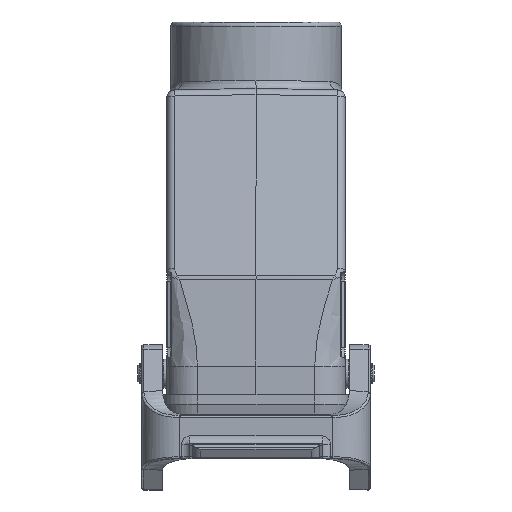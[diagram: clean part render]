
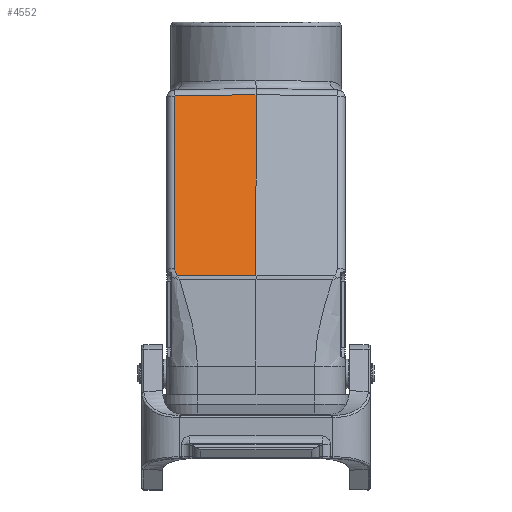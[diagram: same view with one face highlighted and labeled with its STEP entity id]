
A CAD part, left-side view. The second image highlights one B-rep face of the part: STEP entity #4552.
In plain terms, the highlighted planar face has unit normal (-0.966, 0.018, 0.259).
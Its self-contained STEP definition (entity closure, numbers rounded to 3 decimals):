
#4051=PLANE('',#22318);
#4552=ADVANCED_FACE('',(#5691),#4051,.T.);
#5691=FACE_OUTER_BOUND('',#6551,.T.);
#6551=EDGE_LOOP('',(#8618,#8619,#8620,#8621,#8622));
#8618=ORIENTED_EDGE('',*,*,#13665,.T.);
#8619=ORIENTED_EDGE('',*,*,#13666,.T.);
#8620=ORIENTED_EDGE('',*,*,#13667,.T.);
#8621=ORIENTED_EDGE('',*,*,#13668,.T.);
#8622=ORIENTED_EDGE('',*,*,#13669,.T.);
#12143=VERTEX_POINT('',#33073);
#12144=VERTEX_POINT('',#33074);
#12145=VERTEX_POINT('',#33081);
#12146=VERTEX_POINT('',#33083);
#12147=VERTEX_POINT('',#33085);
#13665=EDGE_CURVE('',#12143,#12144,#18151,.T.);
#13666=EDGE_CURVE('',#12144,#12145,#16019,.T.);
#13667=EDGE_CURVE('',#12145,#12146,#18152,.T.);
#13668=EDGE_CURVE('',#12146,#12147,#18153,.T.);
#13669=EDGE_CURVE('',#12147,#12143,#18154,.T.);
#16019=B_SPLINE_CURVE_WITH_KNOTS('',3,(#33075,#33076,#33077,#33078,#33079,
#33080),.UNSPECIFIED.,.F.,.F.,(4,2,4),(0.,0.5,1.),.UNSPECIFIED.);
#18151=LINE('',#33072,#19481);
#18152=LINE('',#33082,#19482);
#18153=LINE('',#33084,#19483);
#18154=LINE('',#33086,#19484);
#19481=VECTOR('',#24834,1.);
#19482=VECTOR('',#24835,1.);
#19483=VECTOR('',#24836,1.);
#19484=VECTOR('',#24837,1.);
#22318=AXIS2_PLACEMENT_3D('',#33087,#24838,#24839);
#24834=DIRECTION('',(-0.259,0.,-0.966));
#24835=DIRECTION('',(-0.017,-1.,0.003));
#24836=DIRECTION('',(0.259,0.,0.966));
#24837=DIRECTION('',(0.013,1.,-0.017));
#24838=DIRECTION('',(-0.966,0.017,0.259));
#24839=DIRECTION('',(0.259,0.,0.966));
#33072=CARTESIAN_POINT('',(-58.171,19.535,21.262));
#33073=CARTESIAN_POINT('',(-46.444,19.535,65.027));
#33074=CARTESIAN_POINT('',(-57.571,19.535,23.498));
#33075=CARTESIAN_POINT('',(-57.571,19.535,23.498));
#33076=CARTESIAN_POINT('',(-57.656,19.535,23.182));
#33077=CARTESIAN_POINT('',(-57.739,19.439,22.88));
#33078=CARTESIAN_POINT('',(-57.9,19.216,22.292));
#33079=CARTESIAN_POINT('',(-57.979,19.08,22.009));
#33080=CARTESIAN_POINT('',(-58.049,18.88,21.759));
#33081=CARTESIAN_POINT('',(-58.049,18.88,21.759));
#33082=CARTESIAN_POINT('',(-58.376,-0.001,21.814));
#33083=CARTESIAN_POINT('',(-58.376,0.,21.814));
#33084=CARTESIAN_POINT('',(-58.5,0.,21.35));
#33085=CARTESIAN_POINT('',(-46.705,0.,65.368));
#33086=CARTESIAN_POINT('',(-46.697,0.61,65.357));
#33087=CARTESIAN_POINT('',(-58.5,0.,21.35));
